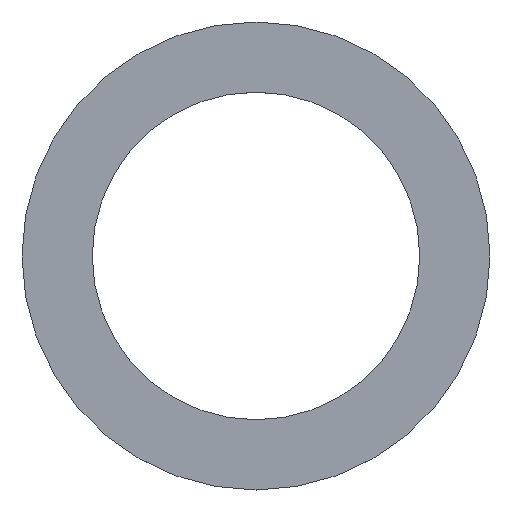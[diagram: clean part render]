
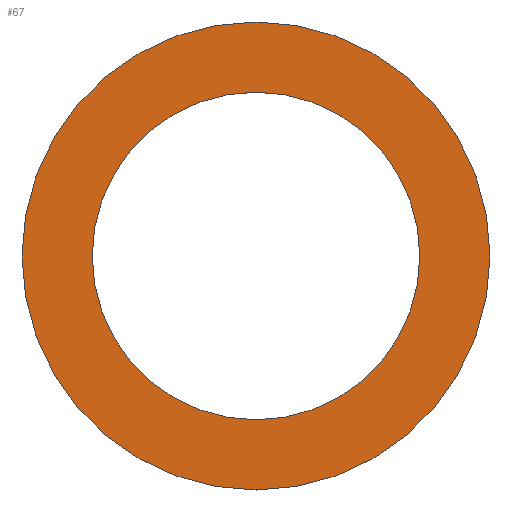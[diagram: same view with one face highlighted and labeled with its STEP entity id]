
A CAD part, top view. The second image highlights one B-rep face of the part: STEP entity #67.
In plain terms, the highlighted planar face has unit normal (0, 0, 1).
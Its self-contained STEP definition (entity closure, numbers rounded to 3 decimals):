
#19=FACE_BOUND('',#30,.T.);
#21=PLANE('',#114);
#25=FACE_OUTER_BOUND('',#29,.T.);
#29=EDGE_LOOP('',(#59));
#30=EDGE_LOOP('',(#60));
#38=CIRCLE('',#110,7.);
#39=CIRCLE('',#112,10.);
#42=VERTEX_POINT('',#146);
#43=VERTEX_POINT('',#150);
#47=EDGE_CURVE('',#42,#42,#38,.T.);
#48=EDGE_CURVE('',#43,#43,#39,.T.);
#59=ORIENTED_EDGE('',*,*,#48,.F.);
#60=ORIENTED_EDGE('',*,*,#47,.T.);
#67=ADVANCED_FACE('',(#25,#19),#21,.F.);
#110=AXIS2_PLACEMENT_3D('',#148,#126,#127);
#112=AXIS2_PLACEMENT_3D('',#151,#130,#131);
#114=AXIS2_PLACEMENT_3D('',#155,#135,#136);
#126=DIRECTION('center_axis',(0.,0.,-1.));
#127=DIRECTION('ref_axis',(-1.,0.,0.));
#130=DIRECTION('center_axis',(0.,0.,-1.));
#131=DIRECTION('ref_axis',(-1.,0.,0.));
#135=DIRECTION('center_axis',(0.,0.,-1.));
#136=DIRECTION('ref_axis',(-1.,0.,0.));
#146=CARTESIAN_POINT('',(7.,0.,0.1));
#148=CARTESIAN_POINT('Origin',(0.,0.,0.1));
#150=CARTESIAN_POINT('',(10.,0.,0.1));
#151=CARTESIAN_POINT('Origin',(0.,0.,0.1));
#155=CARTESIAN_POINT('Origin',(0.,0.,0.1));
